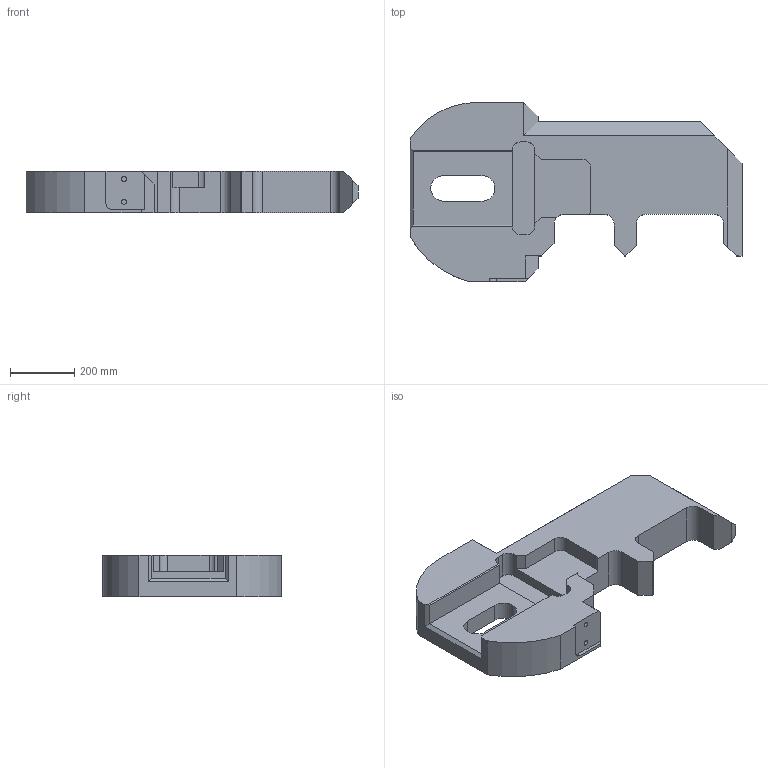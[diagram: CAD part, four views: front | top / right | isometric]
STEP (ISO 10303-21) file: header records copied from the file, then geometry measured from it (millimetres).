
FILE_DESCRIPTION (( 'STEP AP203' ), '1' );
FILE_NAME ('11-JFN020101-9.STEP', '2018-06-03T06:13:56', ( '' ), ( '' ), 'SwSTEP 2.0', 'SolidWorks 2016', '' );
FILE_SCHEMA (( 'CONFIG_CONTROL_DESIGN' ));
Length unit declared in the file: millimetre
Products named in the file (1): 11-JFN020101-9
Bounding box: 1037.5 x 560 x 130 mm (x, y, z)
Volume: 41144498.7 mm3; surface area: 1259085.6 mm2
Topology: 1 solids, 1 shells, 78 faces, 218 edges, 144 vertices
Faces by surface type: plane 58, cylinder 20
Entity records: 2572 total; most frequent: CARTESIAN_POINT 441, ORIENTED_EDGE 436, DIRECTION 417, EDGE_CURVE 218, VECTOR 177, LINE 177, VERTEX_POINT 144, AXIS2_PLACEMENT_3D 120
